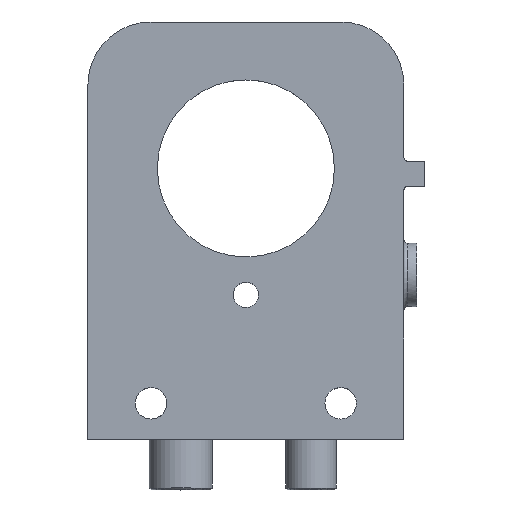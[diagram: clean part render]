
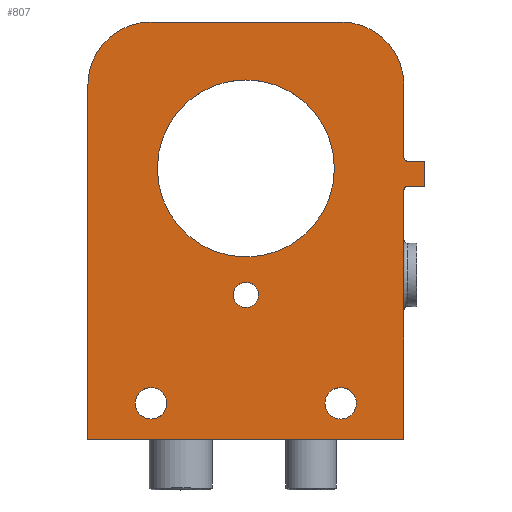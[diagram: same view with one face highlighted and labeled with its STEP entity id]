
A CAD part, top view. The second image highlights one B-rep face of the part: STEP entity #807.
In plain terms, the highlighted planar face has unit normal (0, 0, 1).
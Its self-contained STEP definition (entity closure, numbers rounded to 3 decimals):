
#18=FACE_BOUND('',#125,.T.);
#19=FACE_BOUND('',#126,.T.);
#20=FACE_BOUND('',#127,.T.);
#21=FACE_BOUND('',#128,.T.);
#28=PLANE('',#907);
#83=FACE_OUTER_BOUND('',#124,.T.);
#124=EDGE_LOOP('',(#631,#632,#633,#634,#635,#636,#637,#638,#639,#640,#641,
#642));
#125=EDGE_LOOP('',(#643,#644));
#126=EDGE_LOOP('',(#645,#646));
#127=EDGE_LOOP('',(#647,#648));
#128=EDGE_LOOP('',(#649,#650));
#175=LINE('',#1411,#232);
#176=LINE('',#1413,#233);
#177=LINE('',#1415,#234);
#178=LINE('',#1419,#235);
#179=LINE('',#1421,#236);
#180=LINE('',#1423,#237);
#181=LINE('',#1427,#238);
#182=LINE('',#1431,#239);
#232=VECTOR('',#1083,1000.);
#233=VECTOR('',#1084,1000.);
#234=VECTOR('',#1085,1000.);
#235=VECTOR('',#1088,1000.);
#236=VECTOR('',#1089,1000.);
#237=VECTOR('',#1090,1000.);
#238=VECTOR('',#1093,1000.);
#239=VECTOR('',#1096,1000.);
#288=CIRCLE('',#866,1.);
#289=CIRCLE('',#867,1.);
#304=CIRCLE('',#888,1.25);
#305=CIRCLE('',#889,1.25);
#308=CIRCLE('',#894,1.25);
#309=CIRCLE('',#895,1.25);
#312=CIRCLE('',#900,7.);
#313=CIRCLE('',#901,7.);
#318=CIRCLE('',#908,0.25);
#319=CIRCLE('',#909,0.25);
#320=CIRCLE('',#910,5.);
#321=CIRCLE('',#911,5.);
#347=VERTEX_POINT('',#1241);
#348=VERTEX_POINT('',#1243);
#365=VERTEX_POINT('',#1325);
#366=VERTEX_POINT('',#1326);
#372=VERTEX_POINT('',#1359);
#373=VERTEX_POINT('',#1360);
#379=VERTEX_POINT('',#1393);
#380=VERTEX_POINT('',#1394);
#385=VERTEX_POINT('',#1409);
#386=VERTEX_POINT('',#1410);
#387=VERTEX_POINT('',#1412);
#388=VERTEX_POINT('',#1414);
#389=VERTEX_POINT('',#1416);
#390=VERTEX_POINT('',#1418);
#391=VERTEX_POINT('',#1420);
#392=VERTEX_POINT('',#1422);
#393=VERTEX_POINT('',#1424);
#394=VERTEX_POINT('',#1426);
#395=VERTEX_POINT('',#1428);
#396=VERTEX_POINT('',#1430);
#437=EDGE_CURVE('',#347,#348,#288,.T.);
#438=EDGE_CURVE('',#348,#347,#289,.T.);
#460=EDGE_CURVE('',#365,#366,#304,.T.);
#461=EDGE_CURVE('',#366,#365,#305,.T.);
#468=EDGE_CURVE('',#372,#373,#308,.T.);
#469=EDGE_CURVE('',#373,#372,#309,.T.);
#476=EDGE_CURVE('',#379,#380,#312,.T.);
#477=EDGE_CURVE('',#380,#379,#313,.T.);
#484=EDGE_CURVE('',#385,#386,#175,.T.);
#485=EDGE_CURVE('',#385,#387,#176,.T.);
#486=EDGE_CURVE('',#387,#388,#177,.T.);
#487=EDGE_CURVE('',#388,#389,#318,.T.);
#488=EDGE_CURVE('',#390,#389,#178,.T.);
#489=EDGE_CURVE('',#391,#390,#179,.T.);
#490=EDGE_CURVE('',#391,#392,#180,.T.);
#491=EDGE_CURVE('',#392,#393,#319,.T.);
#492=EDGE_CURVE('',#393,#394,#181,.T.);
#493=EDGE_CURVE('',#394,#395,#320,.T.);
#494=EDGE_CURVE('',#395,#396,#182,.T.);
#495=EDGE_CURVE('',#396,#386,#321,.T.);
#631=ORIENTED_EDGE('',*,*,#484,.F.);
#632=ORIENTED_EDGE('',*,*,#485,.T.);
#633=ORIENTED_EDGE('',*,*,#486,.T.);
#634=ORIENTED_EDGE('',*,*,#487,.T.);
#635=ORIENTED_EDGE('',*,*,#488,.F.);
#636=ORIENTED_EDGE('',*,*,#489,.F.);
#637=ORIENTED_EDGE('',*,*,#490,.T.);
#638=ORIENTED_EDGE('',*,*,#491,.T.);
#639=ORIENTED_EDGE('',*,*,#492,.T.);
#640=ORIENTED_EDGE('',*,*,#493,.T.);
#641=ORIENTED_EDGE('',*,*,#494,.T.);
#642=ORIENTED_EDGE('',*,*,#495,.T.);
#643=ORIENTED_EDGE('',*,*,#438,.F.);
#644=ORIENTED_EDGE('',*,*,#437,.F.);
#645=ORIENTED_EDGE('',*,*,#460,.T.);
#646=ORIENTED_EDGE('',*,*,#461,.T.);
#647=ORIENTED_EDGE('',*,*,#468,.T.);
#648=ORIENTED_EDGE('',*,*,#469,.T.);
#649=ORIENTED_EDGE('',*,*,#476,.T.);
#650=ORIENTED_EDGE('',*,*,#477,.T.);
#807=ADVANCED_FACE('',(#83,#18,#19,#20,#21),#28,.T.);
#866=AXIS2_PLACEMENT_3D('',#1244,#990,#991);
#867=AXIS2_PLACEMENT_3D('',#1245,#992,#993);
#888=AXIS2_PLACEMENT_3D('',#1327,#1039,#1040);
#889=AXIS2_PLACEMENT_3D('',#1328,#1041,#1042);
#894=AXIS2_PLACEMENT_3D('',#1361,#1052,#1053);
#895=AXIS2_PLACEMENT_3D('',#1362,#1054,#1055);
#900=AXIS2_PLACEMENT_3D('',#1395,#1065,#1066);
#901=AXIS2_PLACEMENT_3D('',#1396,#1067,#1068);
#907=AXIS2_PLACEMENT_3D('',#1408,#1081,#1082);
#908=AXIS2_PLACEMENT_3D('',#1417,#1086,#1087);
#909=AXIS2_PLACEMENT_3D('',#1425,#1091,#1092);
#910=AXIS2_PLACEMENT_3D('',#1429,#1094,#1095);
#911=AXIS2_PLACEMENT_3D('',#1432,#1097,#1098);
#990=DIRECTION('center_axis',(0.,0.,1.));
#991=DIRECTION('ref_axis',(1.,0.,0.));
#992=DIRECTION('center_axis',(0.,0.,1.));
#993=DIRECTION('ref_axis',(1.,0.,0.));
#1039=DIRECTION('center_axis',(0.,0.,-1.));
#1040=DIRECTION('ref_axis',(0.,1.,0.));
#1041=DIRECTION('center_axis',(0.,0.,-1.));
#1042=DIRECTION('ref_axis',(0.,1.,0.));
#1052=DIRECTION('center_axis',(0.,0.,-1.));
#1053=DIRECTION('ref_axis',(0.,1.,0.));
#1054=DIRECTION('center_axis',(0.,0.,-1.));
#1055=DIRECTION('ref_axis',(0.,1.,0.));
#1065=DIRECTION('center_axis',(0.,0.,-1.));
#1066=DIRECTION('ref_axis',(-1.,0.,0.));
#1067=DIRECTION('center_axis',(0.,0.,-1.));
#1068=DIRECTION('ref_axis',(-1.,0.,0.));
#1081=DIRECTION('center_axis',(0.,0.,1.));
#1082=DIRECTION('ref_axis',(1.,0.,0.));
#1083=DIRECTION('',(0.,1.,0.));
#1084=DIRECTION('',(1.,0.,0.));
#1085=DIRECTION('',(0.,1.,0.));
#1086=DIRECTION('center_axis',(0.,0.,-1.));
#1087=DIRECTION('ref_axis',(1.,0.,0.));
#1088=DIRECTION('',(-1.,0.,0.));
#1089=DIRECTION('',(0.,-1.,0.));
#1090=DIRECTION('',(-1.,0.,0.));
#1091=DIRECTION('center_axis',(0.,0.,-1.));
#1092=DIRECTION('ref_axis',(1.,0.,0.));
#1093=DIRECTION('',(0.,1.,0.));
#1094=DIRECTION('center_axis',(0.,0.,1.));
#1095=DIRECTION('ref_axis',(1.,0.,0.));
#1096=DIRECTION('',(-1.,0.,0.));
#1097=DIRECTION('center_axis',(0.,0.,1.));
#1098=DIRECTION('ref_axis',(1.,0.,0.));
#1241=CARTESIAN_POINT('',(11.5,15.42,4.95));
#1243=CARTESIAN_POINT('',(13.5,15.42,4.95));
#1244=CARTESIAN_POINT('Origin',(12.5,15.42,4.95));
#1245=CARTESIAN_POINT('Origin',(12.5,15.42,4.95));
#1325=CARTESIAN_POINT('',(20.,8.1,4.95));
#1326=CARTESIAN_POINT('',(20.,5.6,4.95));
#1327=CARTESIAN_POINT('Origin',(20.,6.85,4.95));
#1328=CARTESIAN_POINT('Origin',(20.,6.85,4.95));
#1359=CARTESIAN_POINT('',(5.,8.1,4.95));
#1360=CARTESIAN_POINT('',(5.,5.6,4.95));
#1361=CARTESIAN_POINT('Origin',(5.,6.85,4.95));
#1362=CARTESIAN_POINT('Origin',(5.,6.85,4.95));
#1393=CARTESIAN_POINT('',(5.5,25.42,4.95));
#1394=CARTESIAN_POINT('',(19.5,25.42,4.95));
#1395=CARTESIAN_POINT('Origin',(12.5,25.42,4.95));
#1396=CARTESIAN_POINT('Origin',(12.5,25.42,4.95));
#1408=CARTESIAN_POINT('Origin',(25.,0.,4.95));
#1409=CARTESIAN_POINT('',(0.,4.,4.95));
#1410=CARTESIAN_POINT('',(0.,32.,4.95));
#1411=CARTESIAN_POINT('',(0.,0.,4.95));
#1412=CARTESIAN_POINT('',(25.,4.,4.95));
#1413=CARTESIAN_POINT('',(25.,4.,4.95));
#1414=CARTESIAN_POINT('',(25.,23.75,4.95));
#1415=CARTESIAN_POINT('',(25.,0.,4.95));
#1416=CARTESIAN_POINT('',(25.25,24.,4.95));
#1417=CARTESIAN_POINT('Origin',(25.25,23.75,4.95));
#1418=CARTESIAN_POINT('',(26.6,24.,4.95));
#1419=CARTESIAN_POINT('',(26.6,24.,4.95));
#1420=CARTESIAN_POINT('',(26.6,26.,4.95));
#1421=CARTESIAN_POINT('',(26.6,26.,4.95));
#1422=CARTESIAN_POINT('',(25.25,26.,4.95));
#1423=CARTESIAN_POINT('',(26.6,26.,4.95));
#1424=CARTESIAN_POINT('',(25.,26.25,4.95));
#1425=CARTESIAN_POINT('Origin',(25.25,26.25,4.95));
#1426=CARTESIAN_POINT('',(25.,32.,4.95));
#1427=CARTESIAN_POINT('',(25.,0.,4.95));
#1428=CARTESIAN_POINT('',(20.,37.,4.95));
#1429=CARTESIAN_POINT('Origin',(20.,32.,4.95));
#1430=CARTESIAN_POINT('',(5.,37.,4.95));
#1431=CARTESIAN_POINT('',(25.,37.,4.95));
#1432=CARTESIAN_POINT('Origin',(5.,32.,4.95));
